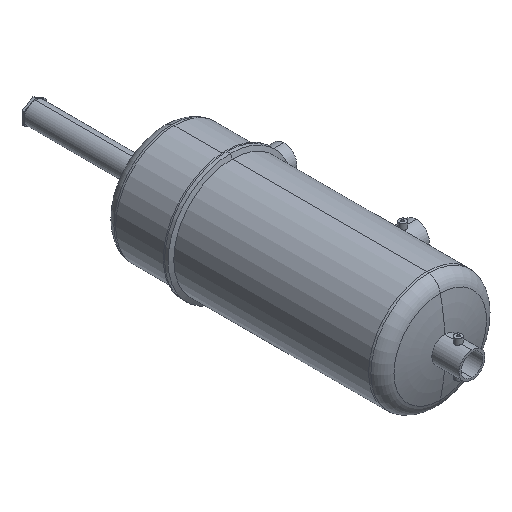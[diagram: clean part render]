
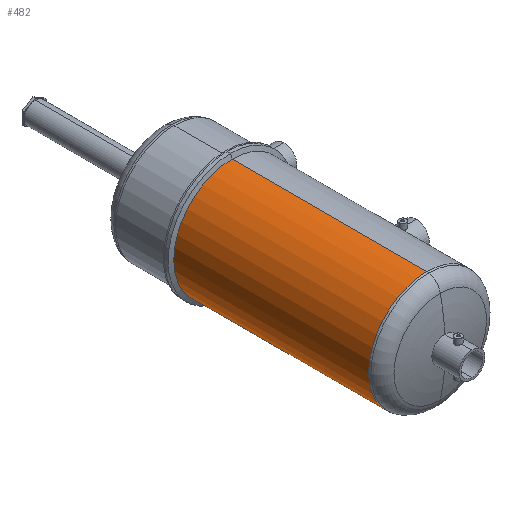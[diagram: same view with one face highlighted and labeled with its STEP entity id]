
A CAD part, isometric view. The second image highlights one B-rep face of the part: STEP entity #482.
In plain terms, the highlighted cylindrical face has radius 136.525 mm (diameter 273.05 mm), a partial arc.
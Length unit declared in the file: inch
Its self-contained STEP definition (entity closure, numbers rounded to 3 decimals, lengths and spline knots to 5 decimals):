
#228 = DIRECTION ( 'NONE',  ( 0., -1., 0. ) ) ;
#482 = ADVANCED_FACE ( 'NONE', ( #2059 ), #1120, .T. ) ;
#484 = VERTEX_POINT ( 'NONE', #1651 ) ;
#587 = LINE ( 'NONE', #3158, #2086 ) ;
#597 = CARTESIAN_POINT ( 'NONE',  ( 0.01361, 22.1121, 5.375 ) ) ;
#619 = EDGE_CURVE ( 'NONE', #4653, #1457, #3650, .T. ) ;
#629 = CARTESIAN_POINT ( 'NONE',  ( 0.01361, 4.15424, 5.375 ) ) ;
#648 = CARTESIAN_POINT ( 'NONE',  ( 0.01361, 22.1121, 0. ) ) ;
#721 = ORIENTED_EDGE ( 'NONE', *, *, #1421, .T. ) ;
#1120 = CYLINDRICAL_SURFACE ( 'NONE', #1392, 5.375 ) ;
#1133 = EDGE_CURVE ( 'NONE', #484, #1457, #2392, .T. ) ;
#1199 = CARTESIAN_POINT ( 'NONE',  ( 0.01361, 0., 0. ) ) ;
#1212 = DIRECTION ( 'NONE',  ( 0., 0., -1. ) ) ;
#1309 = CIRCLE ( 'NONE', #2659, 5.375 ) ;
#1377 = DIRECTION ( 'NONE',  ( 0., -1., 0. ) ) ;
#1390 = ORIENTED_EDGE ( 'NONE', *, *, #2064, .T. ) ;
#1392 = AXIS2_PLACEMENT_3D ( 'NONE', #1199, #3002, #1212 ) ;
#1421 = EDGE_CURVE ( 'NONE', #4653, #4428, #1309, .T. ) ;
#1457 = VERTEX_POINT ( 'NONE', #629 ) ;
#1651 = CARTESIAN_POINT ( 'NONE',  ( 0.01361, 4.15424, -5.375 ) ) ;
#2039 = ORIENTED_EDGE ( 'NONE', *, *, #619, .F. ) ;
#2059 = FACE_OUTER_BOUND ( 'NONE', #4174, .T. ) ;
#2064 = EDGE_CURVE ( 'NONE', #4428, #484, #587, .T. ) ;
#2086 = VECTOR ( 'NONE', #1377, 39.37008 ) ;
#2116 = ORIENTED_EDGE ( 'NONE', *, *, #1133, .T. ) ;
#2209 = CARTESIAN_POINT ( 'NONE',  ( 0.01361, 22.1121, -5.375 ) ) ;
#2392 = CIRCLE ( 'NONE', #3050, 5.375 ) ;
#2659 = AXIS2_PLACEMENT_3D ( 'NONE', #648, #4240, #3510 ) ;
#2788 = DIRECTION ( 'NONE',  ( 0., 1., 0. ) ) ;
#2856 = VECTOR ( 'NONE', #228, 39.37008 ) ;
#3002 = DIRECTION ( 'NONE',  ( 0., -1., 0. ) ) ;
#3050 = AXIS2_PLACEMENT_3D ( 'NONE', #4597, #2788, #3525 ) ;
#3158 = CARTESIAN_POINT ( 'NONE',  ( 0.01361, 0., -5.375 ) ) ;
#3510 = DIRECTION ( 'NONE',  ( 0., 0., -1. ) ) ;
#3525 = DIRECTION ( 'NONE',  ( 0., 0., 1. ) ) ;
#3650 = LINE ( 'NONE', #3827, #2856 ) ;
#3827 = CARTESIAN_POINT ( 'NONE',  ( 0.01361, 0., 5.375 ) ) ;
#4174 = EDGE_LOOP ( 'NONE', ( #2039, #721, #1390, #2116 ) ) ;
#4240 = DIRECTION ( 'NONE',  ( 0., -1., 0. ) ) ;
#4428 = VERTEX_POINT ( 'NONE', #2209 ) ;
#4597 = CARTESIAN_POINT ( 'NONE',  ( 0.01361, 4.15424, 0. ) ) ;
#4653 = VERTEX_POINT ( 'NONE', #597 ) ;
